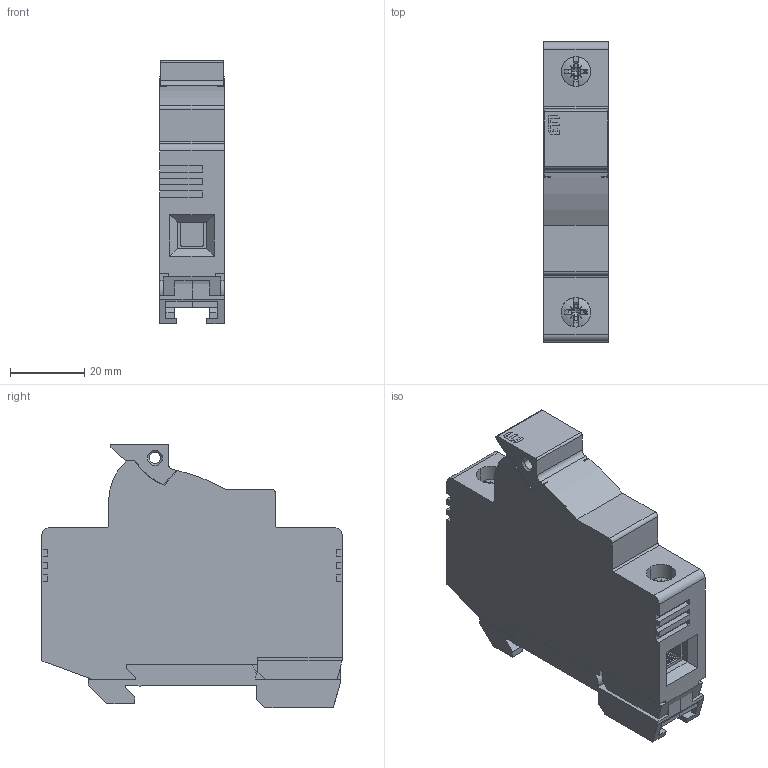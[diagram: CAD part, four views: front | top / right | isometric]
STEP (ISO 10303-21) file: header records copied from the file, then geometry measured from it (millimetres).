
FILE_DESCRIPTION((''),'2;1');
FILE_NAME('EFD_8_1P_AD_ASM','2021-01-18T',('marketing.praksa'),('Audax d.o.o.'),'CREO PARAMETRIC BY PTC INC, 2017480','CREO PARAMETRIC BY PTC INC, 2017480','');
FILE_SCHEMA(('AUTOMOTIVE_DESIGN { 1 0 10303 214 1 1 1 1 }'));
Length unit declared in the file: millimetre
Products named in the file (16): EFD10_1P_2_1_1_2_3_4; SCREW_1_1_2_3; PRT0006_1_1_2_3; CONTACT_1_1_2_3; CONTACT2_1_1_2_3; LOGO_1_1_2_3_4_5_1; LOGO_1_1_2_3_4_5_2; LOGO_1_1_2_3_4_5_3; LOGO_1_1_2_3_4_5_ASM; 0000039652_1_1_1_1_1_2; 0000039655_1_1_1_1_1_2; 0000068094_ASM_1_ASM_1_1_ASM__2_ASM; ADAPTER_ASM_1_1_ASM_1_1_2_ASM; ASM0007_ASM_1_1_2_ASM; EFD_8_1P_ASM_1_1_2_3_ASM; EFD_8_1P_AD_ASM
Assembly tree (15 placements, depth 6):
  EFD_8_1P_AD_ASM
    EFD_8_1P_ASM_1_1_2_3_ASM
      EFD10_1P_2_1_1_2_3_4
      SCREW_1_1_2_3
      PRT0006_1_1_2_3
      CONTACT_1_1_2_3
      CONTACT2_1_1_2_3
      LOGO_1_1_2_3_4_5_ASM
        LOGO_1_1_2_3_4_5_1
        LOGO_1_1_2_3_4_5_2
        LOGO_1_1_2_3_4_5_3
      ASM0007_ASM_1_1_2_ASM
        ADAPTER_ASM_1_1_ASM_1_1_2_ASM
          0000068094_ASM_1_ASM_1_1_ASM__2_ASM
            0000039652_1_1_1_1_1_2
            0000039655_1_1_1_1_1_2
Bounding box: 17.5 x 81 x 71.25 mm (x, y, z)
Volume: 68471.1 mm3; surface area: 22024.7 mm2
Topology: 10 solids, 10 shells, 585 faces, 1634 edges, 1097 vertices
Faces by surface type: plane 471, cylinder 86, cone 20, sphere 4, torus 2, bspline 2
Entity records: 25386 total; most frequent: CARTESIAN_POINT 3937, ORIENTED_EDGE 3260, DIRECTION 3079, PRESENTATION_STYLE_ASSIGNMENT 1694, STYLED_ITEM 1694, CURVE_STYLE 1630, EDGE_CURVE 1630, VECTOR 1251
